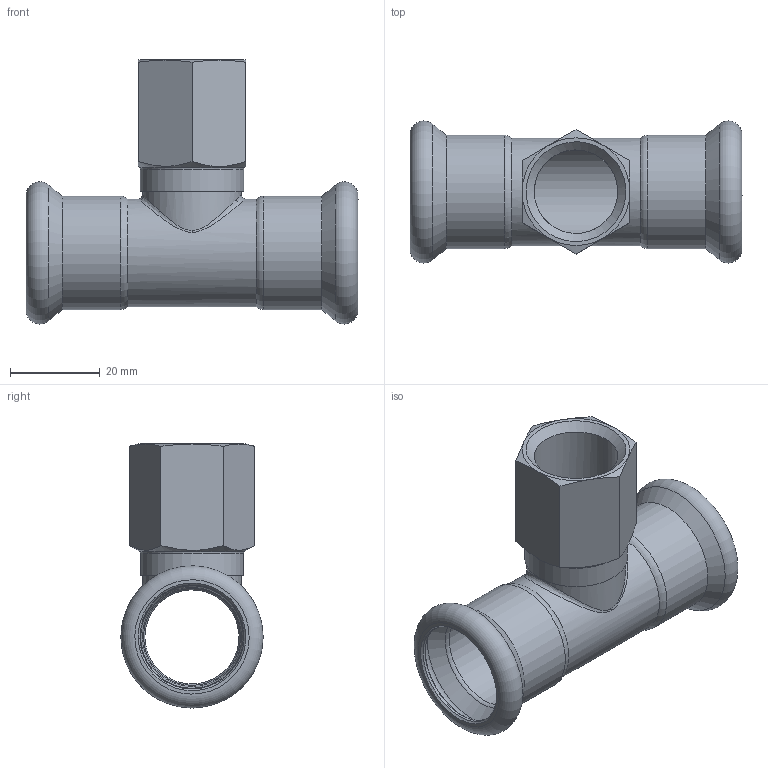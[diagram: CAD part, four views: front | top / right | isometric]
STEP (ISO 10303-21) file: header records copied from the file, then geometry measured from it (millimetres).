
FILE_DESCRIPTION(/* description */ (''),/* implementation_level */ '2;1');
FILE_NAME(/* name */ '41307.stp',/* time_stamp */ '2023-09-08T10:57:01+02:00',/* author */ ('JANAN'),/* organization */ (''),/* preprocessor_version */ 'ST-DEVELOPER v19.2',/* originating_system */ 'Autodesk Inventor 2023',/* authorisation */ '');
FILE_SCHEMA (('AUTOMOTIVE_DESIGN { 1 0 10303 214 3 1 1 }'));
Length unit declared in the file: millimetre
Products named in the file (1): tmp43DF.tmp
Bounding box: 74 x 31.69 x 58.85 mm (x, y, z)
Volume: 14554.7 mm3; surface area: 16657.7 mm2
Topology: 1 solids, 1 shells, 60 faces, 134 edges, 81 vertices
Faces by surface type: cone 17, plane 13, cylinder 13, torus 13, bspline 4
Full cylindrical faces by diameter (mm): 18.631 x1, 19.6 x1, 20 x1, 21 x1, 22 x1, 22.2 x2, 23 x1, 23.2 x2, 24 x1, 25.3 x2
Entity records: 3812 total; most frequent: CARTESIAN_POINT 2383, DIRECTION 298, ORIENTED_EDGE 268, EDGE_CURVE 134, AXIS2_PLACEMENT_3D 134, VERTEX_POINT 81, CIRCLE 77, EDGE_LOOP 69
